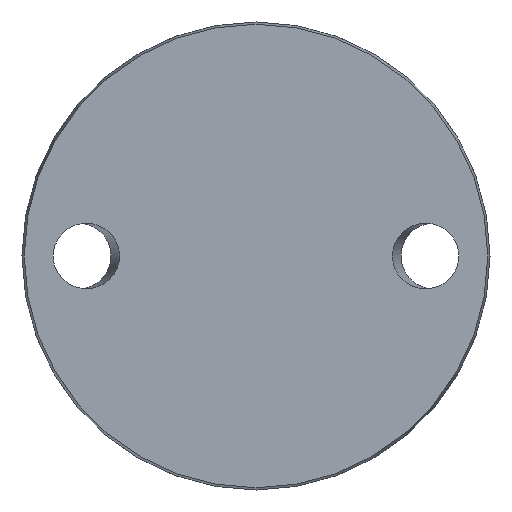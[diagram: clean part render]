
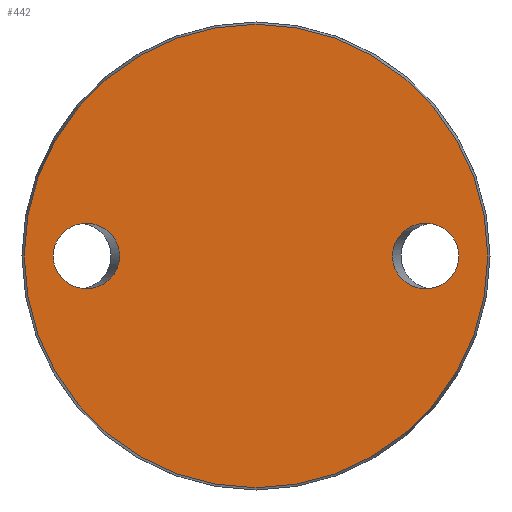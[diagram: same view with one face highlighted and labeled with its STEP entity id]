
A CAD part, front view. The second image highlights one B-rep face of the part: STEP entity #442.
In plain terms, the highlighted planar face has unit normal (0, -1, 0).
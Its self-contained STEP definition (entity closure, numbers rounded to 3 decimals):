
#6 = DIRECTION ( 'NONE',  ( 0., 1., 0. ) ) ;
#59 = CARTESIAN_POINT ( 'NONE',  ( -51.115, 0., 16.5 ) ) ;
#72 = EDGE_LOOP ( 'NONE', ( #448 ) ) ;
#119 = DIRECTION ( 'NONE',  ( 0., 0., 1. ) ) ;
#127 = CARTESIAN_POINT ( 'NONE',  ( -51.115, 0., 0. ) ) ;
#143 =( BOUNDED_CURVE ( )  B_SPLINE_CURVE ( 3, ( #261, #457, #400, #513, #201, #755, #449 ),
 .UNSPECIFIED., .T., .T. ) 
 B_SPLINE_CURVE_WITH_KNOTS ( ( 4, 3, 4 ),
 ( 0., 3.142, 6.283 ),
 .UNSPECIFIED. ) 
 CURVE ( )  GEOMETRIC_REPRESENTATION_ITEM ( )  RATIONAL_B_SPLINE_CURVE ( ( 1., 0.333, 0.333, 1., 0.333, 0.333, 1. ) ) 
 REPRESENTATION_ITEM ( '' )  );
#160 = EDGE_LOOP ( 'NONE', ( #388 ) ) ;
#172 = FACE_OUTER_BOUND ( 'NONE', #160, .T. ) ;
#176 = CARTESIAN_POINT ( 'NONE',  ( 0., 0., -58.425 ) ) ;
#197 = CARTESIAN_POINT ( 'NONE',  ( -34.385, 0., 0. ) ) ;
#199 =( BOUNDED_CURVE ( )  B_SPLINE_CURVE ( 3, ( #245, #59, #743, #197, #551, #440, #127 ),
 .UNSPECIFIED., .T., .T. ) 
 B_SPLINE_CURVE_WITH_KNOTS ( ( 4, 3, 4 ),
 ( 0., 3.142, 6.283 ),
 .UNSPECIFIED. ) 
 CURVE ( )  GEOMETRIC_REPRESENTATION_ITEM ( )  RATIONAL_B_SPLINE_CURVE ( ( 1., 0.333, 0.333, 1., 0.333, 0.333, 1. ) ) 
 REPRESENTATION_ITEM ( '' )  );
#201 = CARTESIAN_POINT ( 'NONE',  ( 34.385, 0., 16.5 ) ) ;
#245 = CARTESIAN_POINT ( 'NONE',  ( -51.115, 0., 0. ) ) ;
#261 = CARTESIAN_POINT ( 'NONE',  ( 51.115, 0., 0. ) ) ;
#281 = VERTEX_POINT ( 'NONE', #481 ) ;
#292 = AXIS2_PLACEMENT_3D ( 'NONE', #793, #363, #495 ) ;
#339 = VERTEX_POINT ( 'NONE', #591 ) ;
#363 = DIRECTION ( 'NONE',  ( 0., -1., 0. ) ) ;
#388 = ORIENTED_EDGE ( 'NONE', *, *, #577, .T. ) ;
#400 = CARTESIAN_POINT ( 'NONE',  ( 34.385, 0., -16.5 ) ) ;
#405 = ORIENTED_EDGE ( 'NONE', *, *, #492, .T. ) ;
#409 = CIRCLE ( 'NONE', #292, 58.425 ) ;
#423 = AXIS2_PLACEMENT_3D ( 'NONE', #613, #6, #119 ) ;
#440 = CARTESIAN_POINT ( 'NONE',  ( -51.115, 0., -16.5 ) ) ;
#442 = ADVANCED_FACE ( 'NONE', ( #722, #482, #172 ), #725, .F. ) ;
#448 = ORIENTED_EDGE ( 'NONE', *, *, #719, .T. ) ;
#449 = CARTESIAN_POINT ( 'NONE',  ( 51.115, 0., 0. ) ) ;
#457 = CARTESIAN_POINT ( 'NONE',  ( 51.115, 0., -16.5 ) ) ;
#481 = CARTESIAN_POINT ( 'NONE',  ( -51.115, 0., 0. ) ) ;
#482 = FACE_BOUND ( 'NONE', #72, .T. ) ;
#492 = EDGE_CURVE ( 'NONE', #281, #281, #199, .T. ) ;
#495 = DIRECTION ( 'NONE',  ( 0., 0., -1. ) ) ;
#513 = CARTESIAN_POINT ( 'NONE',  ( 34.385, 0., 0. ) ) ;
#551 = CARTESIAN_POINT ( 'NONE',  ( -34.385, 0., -16.5 ) ) ;
#577 = EDGE_CURVE ( 'NONE', #724, #724, #409, .T. ) ;
#590 = EDGE_LOOP ( 'NONE', ( #405 ) ) ;
#591 = CARTESIAN_POINT ( 'NONE',  ( 51.115, 0., 0. ) ) ;
#613 = CARTESIAN_POINT ( 'NONE',  ( -58.425, 0., 0. ) ) ;
#719 = EDGE_CURVE ( 'NONE', #339, #339, #143, .T. ) ;
#722 = FACE_BOUND ( 'NONE', #590, .T. ) ;
#724 = VERTEX_POINT ( 'NONE', #176 ) ;
#725 = PLANE ( 'NONE',  #423 ) ;
#743 = CARTESIAN_POINT ( 'NONE',  ( -34.385, 0., 16.5 ) ) ;
#755 = CARTESIAN_POINT ( 'NONE',  ( 51.115, 0., 16.5 ) ) ;
#793 = CARTESIAN_POINT ( 'NONE',  ( 0., 0., 0. ) ) ;
